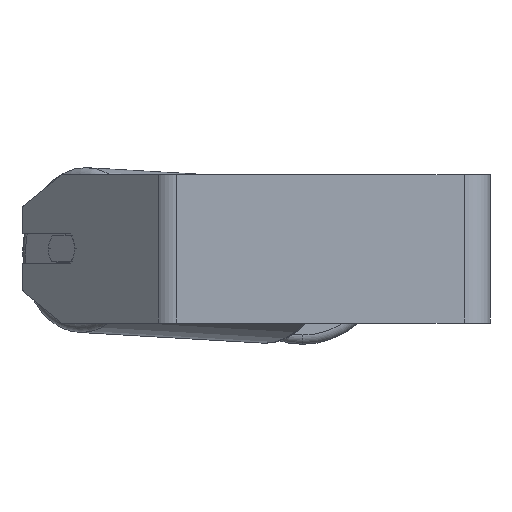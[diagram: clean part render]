
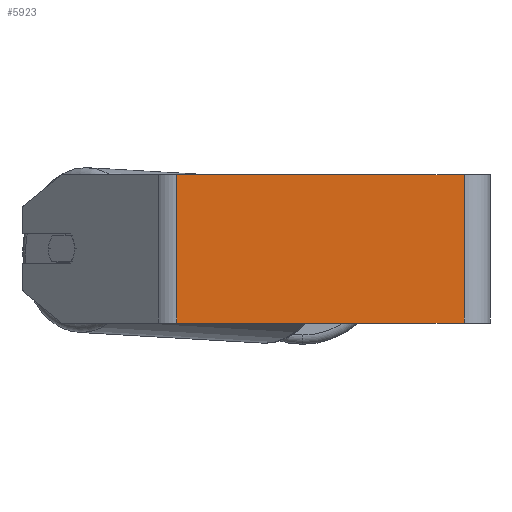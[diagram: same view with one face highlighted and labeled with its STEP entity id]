
A CAD part, left-side view. The second image highlights one B-rep face of the part: STEP entity #5923.
In plain terms, the highlighted planar face has unit normal (-1, 0, 0).
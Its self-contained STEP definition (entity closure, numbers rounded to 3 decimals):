
#10 = DIRECTION ( 'NONE',  ( 0., -1., 0. ) ) ;
#457 = VECTOR ( 'NONE', #6858, 1000. ) ;
#604 = LINE ( 'NONE', #5841, #1099 ) ;
#886 = VERTEX_POINT ( 'NONE', #8117 ) ;
#931 = CARTESIAN_POINT ( 'NONE',  ( -285., 14., 40. ) ) ;
#984 = LINE ( 'NONE', #4811, #8212 ) ;
#1099 = VECTOR ( 'NONE', #10, 1000. ) ;
#1782 = CARTESIAN_POINT ( 'NONE',  ( -285., 168.931, 40. ) ) ;
#1787 = EDGE_CURVE ( 'NONE', #2481, #2360, #604, .T. ) ;
#2341 = CARTESIAN_POINT ( 'NONE',  ( -285., 14., 40. ) ) ;
#2360 = VERTEX_POINT ( 'NONE', #2341 ) ;
#2481 = VERTEX_POINT ( 'NONE', #5737 ) ;
#2538 = ORIENTED_EDGE ( 'NONE', *, *, #4033, .F. ) ;
#2563 = ORIENTED_EDGE ( 'NONE', *, *, #3627, .T. ) ;
#2785 = AXIS2_PLACEMENT_3D ( 'NONE', #3365, #3277, #5147 ) ;
#2968 = EDGE_LOOP ( 'NONE', ( #2563, #2538, #5995, #7024 ) ) ;
#3277 = DIRECTION ( 'NONE',  ( 1., 0., 0. ) ) ;
#3365 = CARTESIAN_POINT ( 'NONE',  ( -285., 174.73, 40. ) ) ;
#3627 = EDGE_CURVE ( 'NONE', #6017, #886, #984, .T. ) ;
#4006 = FACE_OUTER_BOUND ( 'NONE', #2968, .T. ) ;
#4033 = EDGE_CURVE ( 'NONE', #2360, #886, #6810, .T. ) ;
#4289 = VECTOR ( 'NONE', #4470, 1000. ) ;
#4470 = DIRECTION ( 'NONE',  ( 0., 0., -1. ) ) ;
#4767 = CARTESIAN_POINT ( 'NONE',  ( -285., 168.931, -40. ) ) ;
#4811 = CARTESIAN_POINT ( 'NONE',  ( -285., 174.73, -40. ) ) ;
#5147 = DIRECTION ( 'NONE',  ( 0., 0., -1. ) ) ;
#5737 = CARTESIAN_POINT ( 'NONE',  ( -285., 168.931, 40. ) ) ;
#5841 = CARTESIAN_POINT ( 'NONE',  ( -285., 174.73, 40. ) ) ;
#5923 = ADVANCED_FACE ( 'NONE', ( #4006 ), #6610, .F. ) ;
#5995 = ORIENTED_EDGE ( 'NONE', *, *, #1787, .F. ) ;
#6017 = VERTEX_POINT ( 'NONE', #4767 ) ;
#6610 = PLANE ( 'NONE',  #2785 ) ;
#6810 = LINE ( 'NONE', #931, #457 ) ;
#6858 = DIRECTION ( 'NONE',  ( 0., 0., -1. ) ) ;
#7019 = EDGE_CURVE ( 'NONE', #2481, #6017, #7664, .T. ) ;
#7024 = ORIENTED_EDGE ( 'NONE', *, *, #7019, .T. ) ;
#7457 = DIRECTION ( 'NONE',  ( 0., -1., 0. ) ) ;
#7664 = LINE ( 'NONE', #1782, #4289 ) ;
#8117 = CARTESIAN_POINT ( 'NONE',  ( -285., 14., -40. ) ) ;
#8212 = VECTOR ( 'NONE', #7457, 1000. ) ;
